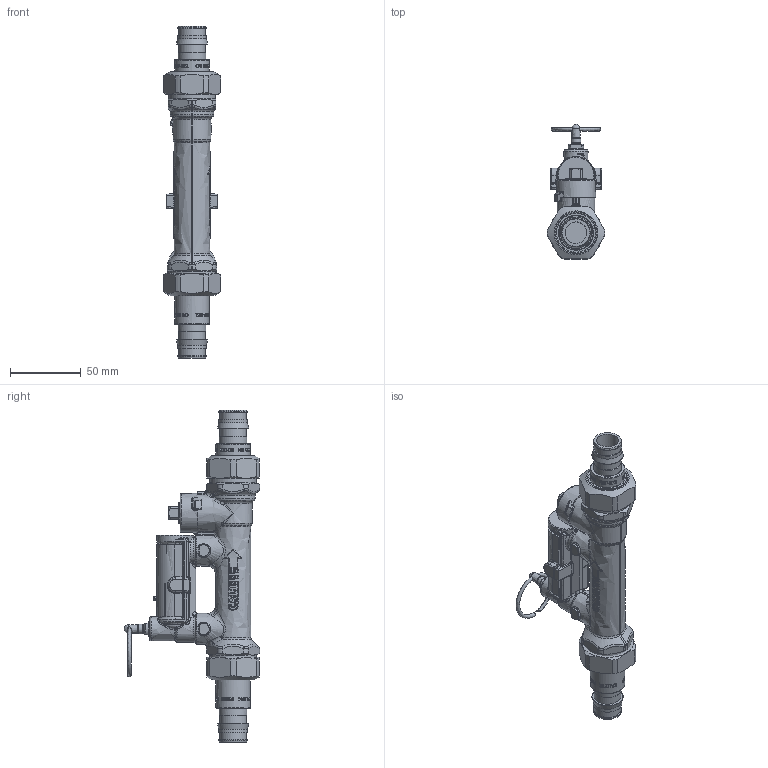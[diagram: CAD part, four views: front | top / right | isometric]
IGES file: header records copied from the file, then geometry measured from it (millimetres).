
Global section: file name: 132552AFC; native system: Autodesk Inventor 2025; preprocessor: unknown; author: ischreiner; date: 20250716.100311; units: centimetre
Bounding box: 40.64 x 95.91 x 234.99 mm (x, y, z)
Volume: 189457.8 mm3; surface area: 58284.6 mm2
Topology: 8 solids, 10 shells, 2783 faces, 6996 edges, 4264 vertices
Faces by surface type: bspline 2783
